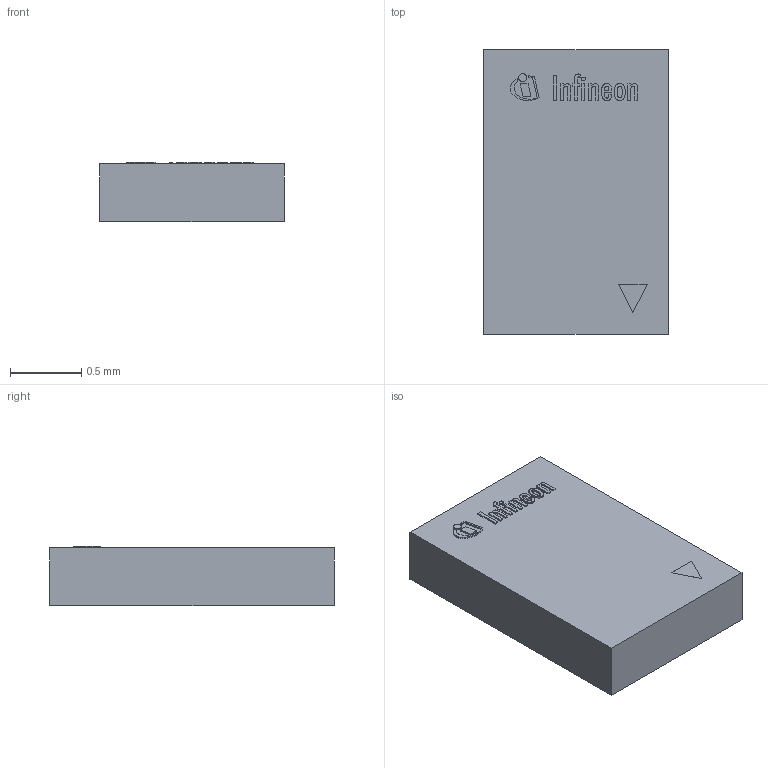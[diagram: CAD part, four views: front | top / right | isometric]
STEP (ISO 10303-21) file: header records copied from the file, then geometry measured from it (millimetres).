
FILE_DESCRIPTION(/* description */ (''),/* implementation_level */ '2;1');
FILE_NAME(/* name */ 'PG-TSLP-7-1.stp',/* time_stamp */ '2018-06-04T13:36:15+08:00',/* author */ ('guptavas'),/* organization */ (''),/* preprocessor_version */ 'ST-DEVELOPER v16.13',/* originating_system */ 'Autodesk Inventor 2018',/* authorisation */ '');
FILE_SCHEMA (('CONFIG_CONTROL_DESIGN'));
Length unit declared in the file: millimetre
Products named in the file (5): PG-TSLP-7-1; PG-TSLP-7-1_1; PG-TSLP-7-1_2; PG-TSLP-7-1_3; PG-TSLP-7-1_4
Assembly tree (9 placements, depth 2):
  PG-TSLP-7-1
    PG-TSLP-7-1_1
    PG-TSLP-7-1_2  x6
    PG-TSLP-7-1_3
    PG-TSLP-7-1_4
Bounding box: 1.3 x 2 x 0.42 mm (x, y, z)
Volume: 1.1 mm3; surface area: 14 mm2
Topology: 20 solids, 20 shells, 304 faces, 768 edges, 512 vertices
Faces by surface type: plane 167, cylinder 137
Full cylindrical faces by diameter (mm): 0.028 x1, 0.057 x1
Entity records: 8691 total; most frequent: DIRECTION 1556, CARTESIAN_POINT 1466, ORIENTED_EDGE 1412, EDGE_CURVE 706, AXIS2_PLACEMENT_3D 562, VERTEX_POINT 472, LINE 432, VECTOR 432
